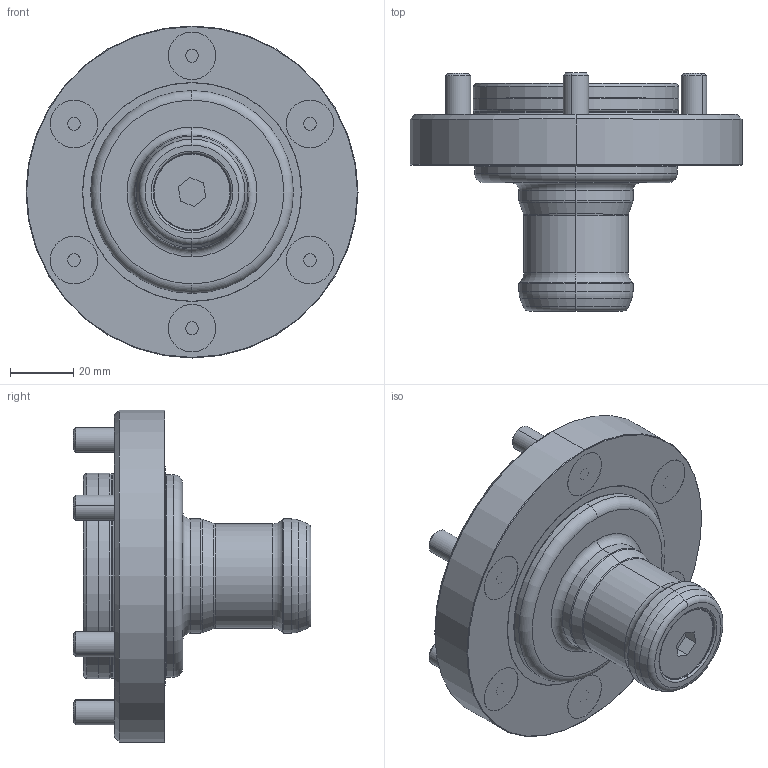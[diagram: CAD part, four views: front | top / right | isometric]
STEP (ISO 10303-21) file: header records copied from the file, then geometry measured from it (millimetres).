
FILE_DESCRIPTION (( 'STEP AP214' ), '1' );
FILE_NAME ('STARK_804 591_A.STEP', '2017-06-07T04:26:13', ( '' ), ( '' ), 'SwSTEP 2.0', 'SolidWorks 2015', '' );
FILE_SCHEMA (( 'AUTOMOTIVE_DESIGN' ));
Length unit declared in the file: millimetre
Products named in the file (1): STARK_804 591_A
Bounding box: 104.8 x 75.07 x 104.8 mm (x, y, z)
Volume: 223633 mm3; surface area: 37989.1 mm2
Topology: 1 solids, 7 shells, 273 faces, 568 edges, 354 vertices
Faces by surface type: plane 103, cylinder 90, cone 44, torus 36
Entity records: 9232 total; most frequent: DIRECTION 1416, CARTESIAN_POINT 1192, ORIENTED_EDGE 1128, AXIS2_PLACEMENT_3D 578, EDGE_CURVE 564, VERTEX_POINT 354, EDGE_LOOP 322, CIRCLE 304
